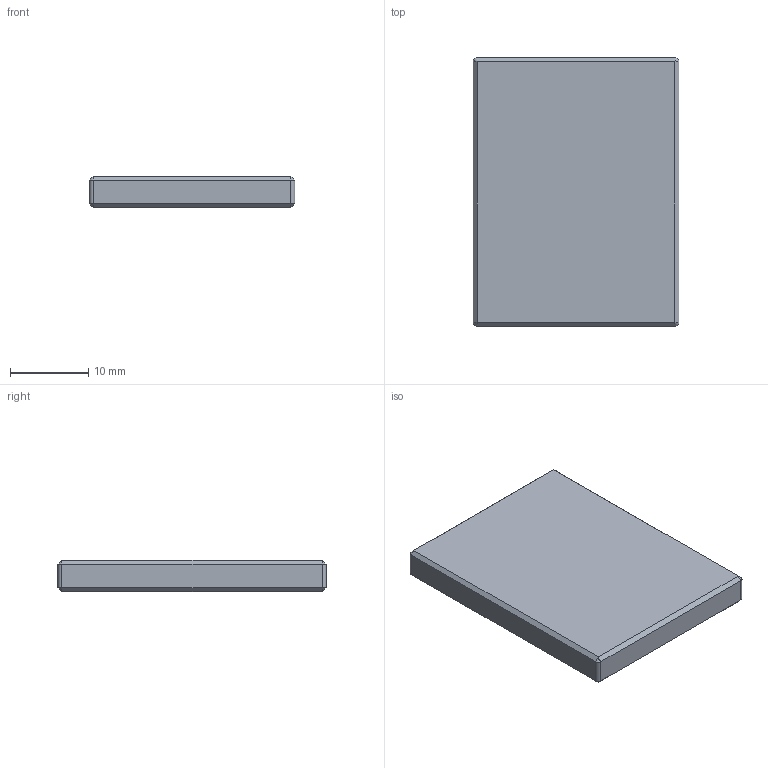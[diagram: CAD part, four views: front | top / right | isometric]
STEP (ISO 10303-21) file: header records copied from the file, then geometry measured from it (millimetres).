
FILE_DESCRIPTION (( 'STEP AP214' ), '1' );
FILE_NAME ('FMWGCOV042-15_3D.step', '2023-10-25T21:09:22', ( '' ), ( '' ), 'SwSTEP 2.0', 'SolidWorks 2022', '' );
FILE_SCHEMA (( 'AUTOMOTIVE_DESIGN' ));
Length unit declared in the file: millimetre
Products named in the file (1): FMWGCOV042-15_3D
Bounding box: 26.33 x 34.36 x 4 mm (x, y, z)
Volume: 2286.6 mm3; surface area: 2722 mm2
Topology: 1 solids, 1 shells, 46 faces, 110 edges, 60 vertices
Faces by surface type: plane 24, cylinder 14, cone 8
Entity records: 1276 total; most frequent: DIRECTION 224, CARTESIAN_POINT 209, ORIENTED_EDGE 204, EDGE_CURVE 102, AXIS2_PLACEMENT_3D 75, LINE 74, VECTOR 74, VERTEX_POINT 60
